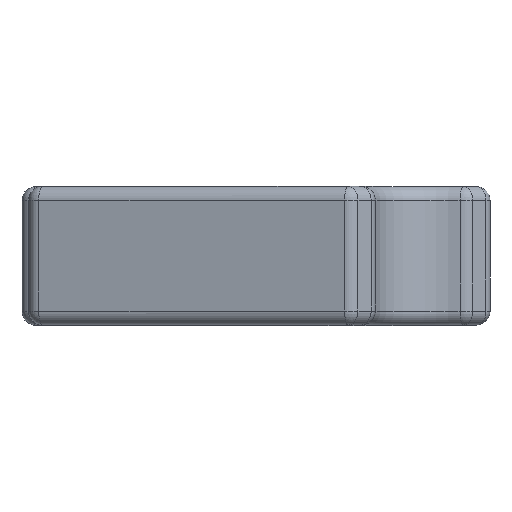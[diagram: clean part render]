
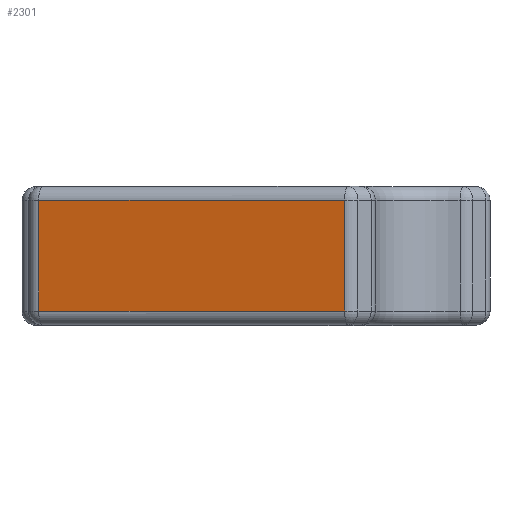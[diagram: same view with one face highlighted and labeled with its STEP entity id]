
A CAD part, top view. The second image highlights one B-rep face of the part: STEP entity #2301.
In plain terms, the highlighted planar face has unit normal (-0.259, 0, 0.966).
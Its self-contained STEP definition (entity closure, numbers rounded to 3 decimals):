
#249=FACE_OUTER_BOUND('',#413,.T.);
#413=EDGE_LOOP('',(#1823,#1824,#1825,#1826));
#645=LINE('',#3514,#809);
#721=LINE('',#3925,#885);
#728=LINE('',#3966,#892);
#729=LINE('',#3967,#893);
#809=VECTOR('',#2725,10.);
#885=VECTOR('',#3077,10.);
#892=VECTOR('',#3132,10.);
#893=VECTOR('',#3133,10.);
#976=VERTEX_POINT('',#3511);
#977=VERTEX_POINT('',#3513);
#1087=VERTEX_POINT('',#3924);
#1097=VERTEX_POINT('',#3965);
#1175=EDGE_CURVE('',#976,#977,#645,.T.);
#1340=EDGE_CURVE('',#977,#1087,#721,.T.);
#1361=EDGE_CURVE('',#1097,#976,#728,.T.);
#1362=EDGE_CURVE('',#1087,#1097,#729,.T.);
#1823=ORIENTED_EDGE('',*,*,#1361,.F.);
#1824=ORIENTED_EDGE('',*,*,#1362,.F.);
#1825=ORIENTED_EDGE('',*,*,#1340,.F.);
#1826=ORIENTED_EDGE('',*,*,#1175,.F.);
#2198=PLANE('',#2562);
#2301=ADVANCED_FACE('',(#249),#2198,.T.);
#2562=AXIS2_PLACEMENT_3D('',#3964,#3130,#3131);
#2725=DIRECTION('',(0.,1.,0.));
#3077=DIRECTION('',(0.966,0.,0.259));
#3130=DIRECTION('center_axis',(-0.259,0.,
0.966));
#3131=DIRECTION('ref_axis',(-0.966,0.,-0.259));
#3132=DIRECTION('',(-0.966,0.,-0.259));
#3133=DIRECTION('',(0.,-1.,0.));
#3511=CARTESIAN_POINT('',(-29.184,33.,-8.028));
#3513=CARTESIAN_POINT('',(-29.184,57.,-8.028));
#3514=CARTESIAN_POINT('',(-29.184,43.,-8.028));
#3924=CARTESIAN_POINT('',(37.061,57.,9.722));
#3925=CARTESIAN_POINT('',(46.793,57.,12.33));
#3964=CARTESIAN_POINT('Origin',(38.734,60.,10.17));
#3965=CARTESIAN_POINT('',(37.061,33.,9.722));
#3966=CARTESIAN_POINT('',(31.512,33.,8.235));
#3967=CARTESIAN_POINT('',(37.061,60.,9.722));
